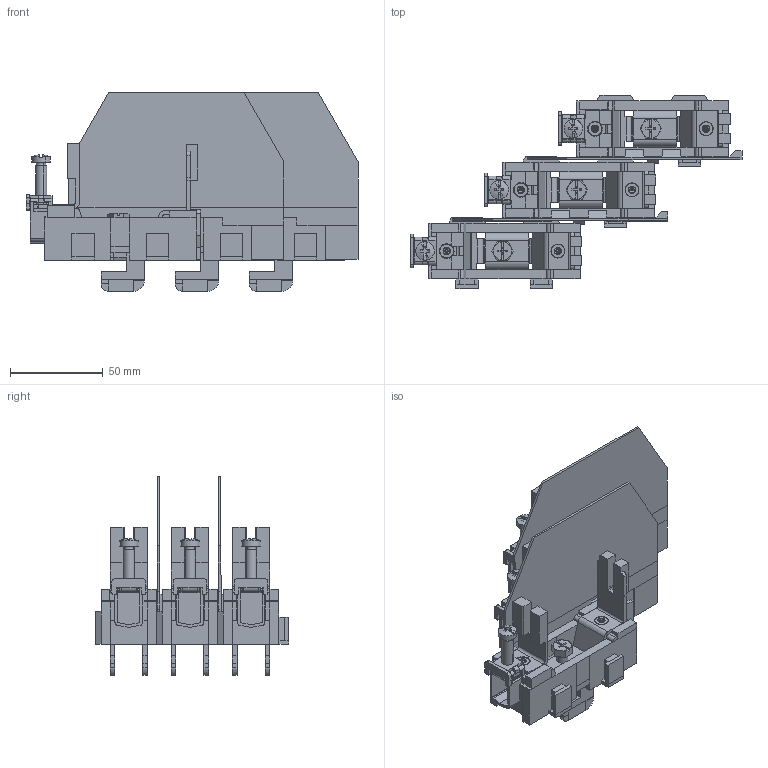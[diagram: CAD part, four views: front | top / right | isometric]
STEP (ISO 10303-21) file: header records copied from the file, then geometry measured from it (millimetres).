
FILE_DESCRIPTION(('CATIA V5 STEP Exchange','CAx-IF Rec.Pracs.--- Model Styling and Organization---1.5--- 2016-08-15','CAx-IF Rec.Pracs.---Supplemental Geometry---1.0---2011-11-01','CAx-IF Rec.Pracs.--- Composite Materials ---1.1---2010-07-15'),'2;1');
FILE_NAME('U5407202_L_Sammelschienenunterteil_GU00-3_SK_F70_AU_R1.stp','2024-04-22T06:54:47+00:00',('none'),('none'),'CATIA Version 5-6 Release 2021 SP4 HF5','CATIA V5 STEP AP214 v2','none');
FILE_SCHEMA(('AUTOMOTIVE_DESIGN { 1 0 10303 214 1 1 1 1 }'));
Products named in the file (13): U5407202_L Sammelschienenunterteil GU00-3/SK/F70/AU R1.1; 802772_02 Sammelschienenunterteil GU00-1/SK/F70/AU R0.1; 31238_L Isoliersockel GU00-1 R2.1; 53655_L Federkontakt Gr00 R3.1; 802780_L Federkontakt kpl-Gr.00-F70 R2.1; 158007_L Federkontakt Gr00 R3.1; 158008_L Fahrstuhlklemme F70 kpl R3.1; 68164 Linsenkopfschraube M6x23   R2.1; 68116 Senkschraube_4x13 R9.1; 802292_L SK-Klemme kpl-M6 R2.1; 155992_L Klemmbuegel M6 R2.1; 68142 SFS-Sechskantschraube DIN 933-M6x20-SZ-10.9-Z2-A3B/KF R2.1; 31239 Trennwand rechts R2.1
Assembly tree (16 placements, depth 4):
  U5407202_L Sammelschienenunterteil GU00-3/SK/F70/AU R1.1
    802772_02 Sammelschienenunterteil GU00-1/SK/F70/AU R0.1  x3
      31238_L Isoliersockel GU00-1 R2.1
      53655_L Federkontakt Gr00 R3.1
      802780_L Federkontakt kpl-Gr.00-F70 R2.1
        158007_L Federkontakt Gr00 R3.1
        158008_L Fahrstuhlklemme F70 kpl R3.1
        68164 Linsenkopfschraube M6x23   R2.1
      68116 Senkschraube_4x13 R9.1
      802292_L SK-Klemme kpl-M6 R2.1
        155992_L Klemmbuegel M6 R2.1
        68142 SFS-Sechskantschraube DIN 933-M6x20-SZ-10.9-Z2-A3B/KF R2.1
    31239 Trennwand rechts R2.1  x2
Bounding box: 179.14 x 104.2 x 107.2 mm (x, y, z)
Volume: 193753.6 mm3; surface area: 126018.1 mm2
Topology: 29 solids, 35 shells, 6456 faces, 15928 edges, 9596 vertices
Faces by surface type: bspline 3570, plane 1749, cylinder 879, cone 120, sphere 102, torus 36
Entity records: 54635 total; most frequent: CARTESIAN_POINT 26518, ORIENTED_EDGE 6952, EDGE_CURVE 3476, DIRECTION 2992, VERTEX_POINT 2127, B_SPLINE_CURVE_WITH_KNOTS 1709, VECTOR 1520, LINE 1520
